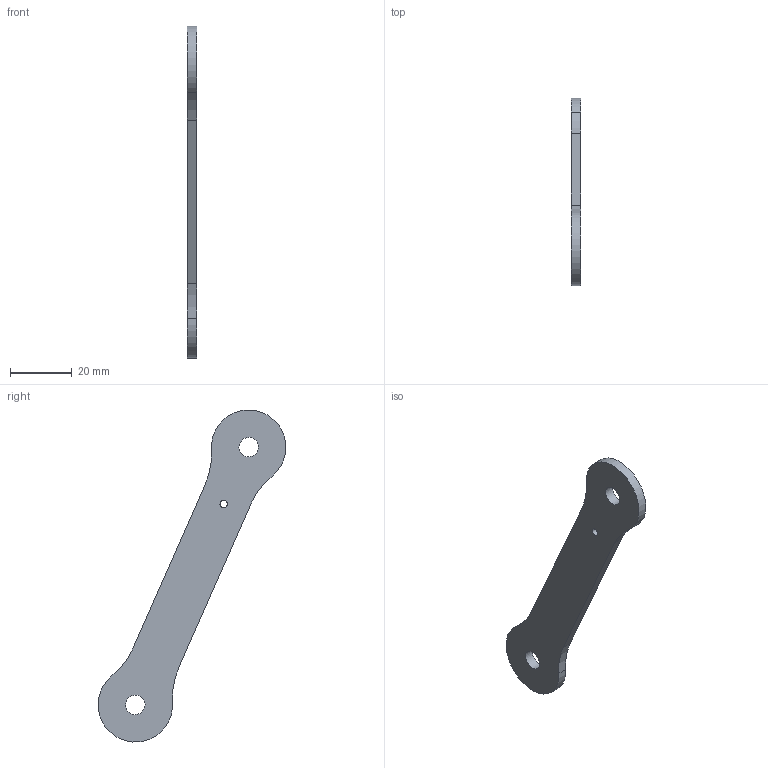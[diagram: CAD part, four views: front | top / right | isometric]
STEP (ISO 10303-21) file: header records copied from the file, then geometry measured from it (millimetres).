
FILE_DESCRIPTION(/* description */ ('STEP AP214'),/* implementation_level */ '2;1');
FILE_NAME(/* name */ '62525e1fecdeb77adb8bbccc',/* time_stamp */ '2022-04-10T04:33:35+00:00',/* author */ (''),/* organization */ (''),/* preprocessor_version */ 'ST-DEVELOPER v18.101',/* originating_system */ ' ',/* authorisation */ ' ');
FILE_SCHEMA (('AUTOMOTIVE_DESIGN {1 0 10303 214 3 1 1}'));
Length unit declared in the file: metre
Products named in the file (1): link4r
Bounding box: 3.17 x 61.09 x 107.98 mm (x, y, z)
Volume: 6326.6 mm3; surface area: 4967 mm2
Topology: 1 solids, 1 shells, 13 faces, 35 edges, 24 vertices
Faces by surface type: cylinder 9, plane 4
Full cylindrical faces by diameter (mm): 2.381 x1, 6.35 x2
Entity records: 432 total; most frequent: DIRECTION 76, CARTESIAN_POINT 66, ORIENTED_EDGE 60, AXIS2_PLACEMENT_3D 32, EDGE_CURVE 30, VERTEX_POINT 22, EDGE_LOOP 22, FACE_BOUND 22
